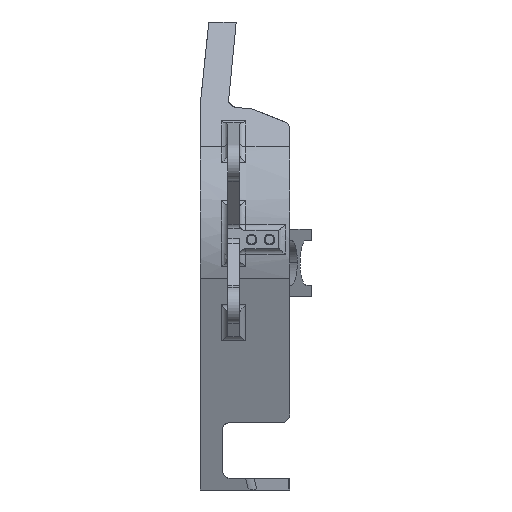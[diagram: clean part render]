
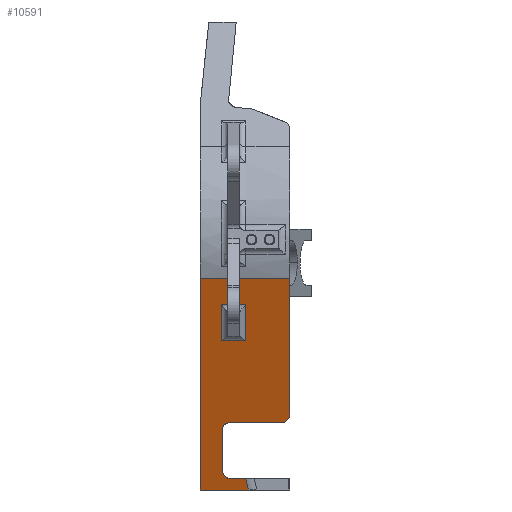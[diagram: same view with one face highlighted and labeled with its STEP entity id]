
A CAD part, left-side view. The second image highlights one B-rep face of the part: STEP entity #10591.
In plain terms, the highlighted planar face has unit normal (-0.929, 0, -0.37).
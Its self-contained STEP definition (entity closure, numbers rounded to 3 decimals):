
#97 = ORIENTED_EDGE ( 'NONE', *, *, #9922, .F. ) ;
#103 = DIRECTION ( 'NONE',  ( 0., 1., 0. ) ) ;
#167 = VERTEX_POINT ( 'NONE', #1232 ) ;
#223 = DIRECTION ( 'NONE',  ( 0.37, 0., -0.929 ) ) ;
#489 = CARTESIAN_POINT ( 'NONE',  ( 1103.95, 556., 154.5 ) ) ;
#548 = VERTEX_POINT ( 'NONE', #9710 ) ;
#853 = ORIENTED_EDGE ( 'NONE', *, *, #3056, .F. ) ;
#899 = DIRECTION ( 'NONE',  ( 0., -1., 0. ) ) ;
#900 = VERTEX_POINT ( 'NONE', #12696 ) ;
#932 = CARTESIAN_POINT ( 'NONE',  ( 1113.913, 586., 129.5 ) ) ;
#959 = ORIENTED_EDGE ( 'NONE', *, *, #5706, .F. ) ;
#984 = EDGE_CURVE ( 'NONE', #7103, #12424, #4618, .T. ) ;
#1013 = CARTESIAN_POINT ( 'NONE',  ( 1084.541, 583.55, 203.203 ) ) ;
#1014 = ORIENTED_EDGE ( 'NONE', *, *, #9572, .F. ) ;
#1078 = VERTEX_POINT ( 'NONE', #3130 ) ;
#1232 = CARTESIAN_POINT ( 'NONE',  ( 1113.913, 586., 129.5 ) ) ;
#1332 = DIRECTION ( 'NONE',  ( -0.37, 0., 0.929 ) ) ;
#1617 = LINE ( 'NONE', #5624, #4791 ) ;
#1708 = CARTESIAN_POINT ( 'NONE',  ( 1114.847, 586., 127.157 ) ) ;
#1836 = CARTESIAN_POINT ( 'NONE',  ( 1090.413, 586.55, 188.471 ) ) ;
#1958 = LINE ( 'NONE', #7923, #5184 ) ;
#2192 = CARTESIAN_POINT ( 'NONE',  ( 1106.04, 586., 149.257 ) ) ;
#2368 = DIRECTION ( 'NONE',  ( 0., 1., 0. ) ) ;
#2433 = EDGE_CURVE ( 'NONE', #9715, #3837, #11212, .T. ) ;
#2729 = ORIENTED_EDGE ( 'NONE', *, *, #5602, .F. ) ;
#2808 = FACE_OUTER_BOUND ( 'NONE', #3740, .T. ) ;
#2826 = ORIENTED_EDGE ( 'NONE', *, *, #9705, .F. ) ;
#2833 = CARTESIAN_POINT ( 'NONE',  ( 1115.507, 556., 125.5 ) ) ;
#3056 = EDGE_CURVE ( 'NONE', #10340, #7103, #7884, .T. ) ;
#3130 = CARTESIAN_POINT ( 'NONE',  ( 1117.5, 574.426, 120.5 ) ) ;
#3268 = CARTESIAN_POINT ( 'NONE',  ( 1079.837, 556., 215.009 ) ) ;
#3321 = VECTOR ( 'NONE', #5860, 1000. ) ;
#3405 = CARTESIAN_POINT ( 'NONE',  ( 1005.787, 575.55, 400.822 ) ) ;
#3418 = VERTEX_POINT ( 'NONE', #5888 ) ;
#3484 = CARTESIAN_POINT ( 'NONE',  ( 1090.974, 586.55, 187.061 ) ) ;
#3657 = DIRECTION ( 'NONE',  ( 0.37, 0., -0.929 ) ) ;
#3740 = EDGE_LOOP ( 'NONE', ( #4195, #2729, #12471, #11408, #8884, #959, #1014, #10969, #10501, #97, #11157 ) ) ;
#3837 = VERTEX_POINT ( 'NONE', #4596 ) ;
#3941 = CARTESIAN_POINT ( 'NONE',  ( 1084.541, 586.55, 203.203 ) ) ;
#4021 = CARTESIAN_POINT ( 'NONE',  ( 1105.545, 557.657, 150.5 ) ) ;
#4123 = CARTESIAN_POINT ( 'NONE',  ( 1103.95, 556., 154.5 ) ) ;
#4195 = ORIENTED_EDGE ( 'NONE', *, *, #12729, .T. ) ;
#4588 = LINE ( 'NONE', #4775, #8314 ) ;
#4596 = CARTESIAN_POINT ( 'NONE',  ( 1117.5, 596., 120.5 ) ) ;
#4618 = LINE ( 'NONE', #1836, #11142 ) ;
#4766 = LINE ( 'NONE', #2833, #12857 ) ;
#4775 = CARTESIAN_POINT ( 'NONE',  ( 1090.974, 556., 187.061 ) ) ;
#4791 = VECTOR ( 'NONE', #8632, 1000. ) ;
#4860 = CARTESIAN_POINT ( 'NONE',  ( 1105.545, 556., 150.5 ) ) ;
#5038 = CARTESIAN_POINT ( 'NONE',  ( 1105.545, 560., 150.5 ) ) ;
#5138 = CARTESIAN_POINT ( 'NONE',  ( 1005.787, 596., 400.822 ) ) ;
#5184 = VECTOR ( 'NONE', #10948, 1000. ) ;
#5374 = EDGE_CURVE ( 'NONE', #12424, #548, #4588, .T. ) ;
#5569 = VECTOR ( 'NONE', #11001, 1000. ) ;
#5580 = VECTOR ( 'NONE', #1332, 1000. ) ;
#5602 = EDGE_CURVE ( 'NONE', #167, #10702, #9004, .T. ) ;
#5624 = CARTESIAN_POINT ( 'NONE',  ( 1117.691, 574.31, 120.02 ) ) ;
#5652 = VERTEX_POINT ( 'NONE', #12144 ) ;
#5706 = EDGE_CURVE ( 'NONE', #6072, #6789, #10929, .T. ) ;
#5752 = VECTOR ( 'NONE', #2368, 1000. ) ;
#5828 = EDGE_LOOP ( 'NONE', ( #853, #2826, #12336, #11251 ) ) ;
#5860 = DIRECTION ( 'NONE',  ( 0.37, 0., -0.929 ) ) ;
#5888 = CARTESIAN_POINT ( 'NONE',  ( 1115.507, 575.629, 125.5 ) ) ;
#5984 = DIRECTION ( 'NONE',  ( 0., 1., 0. ) ) ;
#6014 = AXIS2_PLACEMENT_3D ( 'NONE', #9041, #8191, #11909 ) ;
#6066 = CARTESIAN_POINT ( 'NONE',  ( 1104.884, 556., 152.157 ) ) ;
#6072 = VERTEX_POINT ( 'NONE', #4123 ) ;
#6119 = CARTESIAN_POINT ( 'NONE',  ( 1079.837, 556., 215.009 ) ) ;
#6147 = VECTOR ( 'NONE', #5984, 1000. ) ;
#6179 = VECTOR ( 'NONE', #7721, 1000. ) ;
#6460 = EDGE_CURVE ( 'NONE', #3418, #1078, #1617, .T. ) ;
#6487 = LINE ( 'NONE', #3405, #5580 ) ;
#6787 = VECTOR ( 'NONE', #223, 1000. ) ;
#6789 = VERTEX_POINT ( 'NONE', #5038 ) ;
#6879 = LINE ( 'NONE', #4860, #6179 ) ;
#7067 = LINE ( 'NONE', #11066, #5569 ) ;
#7103 = VERTEX_POINT ( 'NONE', #3941 ) ;
#7260 = CARTESIAN_POINT ( 'NONE',  ( 1106.74, 586., 147.5 ) ) ;
#7424 = CARTESIAN_POINT ( 'NONE',  ( 1105.545, 560., 150.5 ) ) ;
#7685 = VERTEX_POINT ( 'NONE', #3268 ) ;
#7721 = DIRECTION ( 'NONE',  ( 0., 1., 0. ) ) ;
#7739 = EDGE_CURVE ( 'NONE', #5652, #900, #9361, .T. ) ;
#7822 = CARTESIAN_POINT ( 'NONE',  ( 1005.787, 556., 400.822 ) ) ;
#7884 = LINE ( 'NONE', #1013, #6147 ) ;
#7923 = CARTESIAN_POINT ( 'NONE',  ( 1117.5, 556., 120.5 ) ) ;
#8018 = LINE ( 'NONE', #6119, #5752 ) ;
#8191 = DIRECTION ( 'NONE',  ( -0.929, 0., -0.37 ) ) ;
#8314 = VECTOR ( 'NONE', #899, 1000. ) ;
#8345 = EDGE_CURVE ( 'NONE', #7685, #9715, #8018, .T. ) ;
#8632 = DIRECTION ( 'NONE',  ( 0.361, -0.218, -0.907 ) ) ;
#8658 = CARTESIAN_POINT ( 'NONE',  ( 1115.507, 582., 125.5 ) ) ;
#8884 = ORIENTED_EDGE ( 'NONE', *, *, #8960, .F. ) ;
#8960 = EDGE_CURVE ( 'NONE', #6789, #5652, #6879, .T. ) ;
#9004 =( BOUNDED_CURVE ( )  B_SPLINE_CURVE ( 3, ( #932, #1708, #11716, #8658 ),
 .UNSPECIFIED., .F., .F. ) 
 B_SPLINE_CURVE_WITH_KNOTS ( ( 4, 4 ),
 ( 1.571, 3.142 ),
 .UNSPECIFIED. ) 
 CURVE ( )  GEOMETRIC_REPRESENTATION_ITEM ( )  RATIONAL_B_SPLINE_CURVE ( ( 1., 0.805, 0.805, 1. ) ) 
 REPRESENTATION_ITEM ( '' )  );
#9041 = CARTESIAN_POINT ( 'NONE',  ( 1005.787, 556., 400.822 ) ) ;
#9088 = CARTESIAN_POINT ( 'NONE',  ( 1105.545, 583., 150.5 ) ) ;
#9284 = CARTESIAN_POINT ( 'NONE',  ( 1105.545, 584.757, 150.5 ) ) ;
#9319 = EDGE_CURVE ( 'NONE', #167, #900, #7067, .T. ) ;
#9361 =( BOUNDED_CURVE ( )  B_SPLINE_CURVE ( 3, ( #9088, #9284, #2192, #7260 ),
 .UNSPECIFIED., .F., .F. ) 
 B_SPLINE_CURVE_WITH_KNOTS ( ( 4, 4 ),
 ( 3.142, 4.712 ),
 .UNSPECIFIED. ) 
 CURVE ( )  GEOMETRIC_REPRESENTATION_ITEM ( )  RATIONAL_B_SPLINE_CURVE ( ( 1., 0.805, 0.805, 1. ) ) 
 REPRESENTATION_ITEM ( '' )  );
#9572 = EDGE_CURVE ( 'NONE', #7685, #6072, #10785, .T. ) ;
#9705 = EDGE_CURVE ( 'NONE', #548, #10340, #6487, .T. ) ;
#9710 = CARTESIAN_POINT ( 'NONE',  ( 1090.974, 575.55, 187.061 ) ) ;
#9715 = VERTEX_POINT ( 'NONE', #9766 ) ;
#9766 = CARTESIAN_POINT ( 'NONE',  ( 1079.837, 596., 215.009 ) ) ;
#9922 = EDGE_CURVE ( 'NONE', #1078, #3837, #1958, .T. ) ;
#10022 = CARTESIAN_POINT ( 'NONE',  ( 1115.507, 582., 125.5 ) ) ;
#10340 = VERTEX_POINT ( 'NONE', #11287 ) ;
#10501 = ORIENTED_EDGE ( 'NONE', *, *, #2433, .T. ) ;
#10591 = ADVANCED_FACE ( 'NONE', ( #11714, #2808 ), #11145, .T. ) ;
#10702 = VERTEX_POINT ( 'NONE', #10022 ) ;
#10785 = LINE ( 'NONE', #7822, #3321 ) ;
#10929 =( BOUNDED_CURVE ( )  B_SPLINE_CURVE ( 3, ( #489, #6066, #4021, #7424 ),
 .UNSPECIFIED., .F., .F. ) 
 B_SPLINE_CURVE_WITH_KNOTS ( ( 4, 4 ),
 ( 1.571, 3.142 ),
 .UNSPECIFIED. ) 
 CURVE ( )  GEOMETRIC_REPRESENTATION_ITEM ( )  RATIONAL_B_SPLINE_CURVE ( ( 1., 0.805, 0.805, 1. ) ) 
 REPRESENTATION_ITEM ( '' )  );
#10948 = DIRECTION ( 'NONE',  ( 0., 1., 0. ) ) ;
#10969 = ORIENTED_EDGE ( 'NONE', *, *, #8345, .T. ) ;
#11001 = DIRECTION ( 'NONE',  ( -0.37, 0., 0.929 ) ) ;
#11066 = CARTESIAN_POINT ( 'NONE',  ( 1005.787, 586., 400.822 ) ) ;
#11142 = VECTOR ( 'NONE', #3657, 1000. ) ;
#11145 = PLANE ( 'NONE',  #6014 ) ;
#11157 = ORIENTED_EDGE ( 'NONE', *, *, #6460, .F. ) ;
#11212 = LINE ( 'NONE', #5138, #6787 ) ;
#11251 = ORIENTED_EDGE ( 'NONE', *, *, #984, .F. ) ;
#11287 = CARTESIAN_POINT ( 'NONE',  ( 1084.541, 575.55, 203.203 ) ) ;
#11408 = ORIENTED_EDGE ( 'NONE', *, *, #7739, .F. ) ;
#11714 = FACE_BOUND ( 'NONE', #5828, .T. ) ;
#11716 = CARTESIAN_POINT ( 'NONE',  ( 1115.507, 584.343, 125.5 ) ) ;
#11909 = DIRECTION ( 'NONE',  ( -0.37, 0., 0.929 ) ) ;
#12144 = CARTESIAN_POINT ( 'NONE',  ( 1105.545, 583., 150.5 ) ) ;
#12336 = ORIENTED_EDGE ( 'NONE', *, *, #5374, .F. ) ;
#12424 = VERTEX_POINT ( 'NONE', #3484 ) ;
#12471 = ORIENTED_EDGE ( 'NONE', *, *, #9319, .T. ) ;
#12696 = CARTESIAN_POINT ( 'NONE',  ( 1106.74, 586., 147.5 ) ) ;
#12729 = EDGE_CURVE ( 'NONE', #3418, #10702, #4766, .T. ) ;
#12857 = VECTOR ( 'NONE', #103, 1000. ) ;
